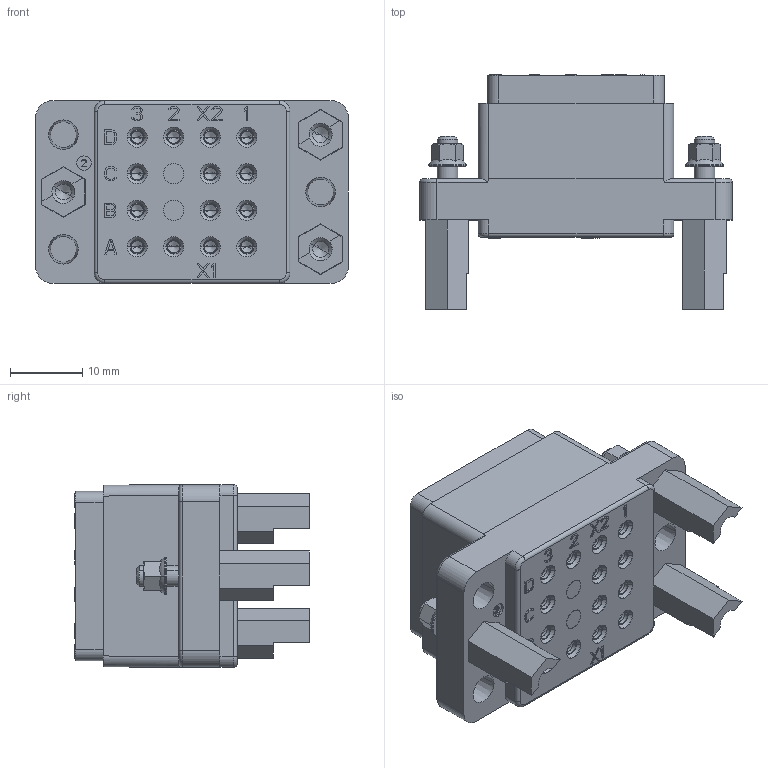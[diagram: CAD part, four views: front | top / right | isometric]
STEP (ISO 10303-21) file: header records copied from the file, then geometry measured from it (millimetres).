
FILE_DESCRIPTION((''),'2;1');
FILE_NAME('00157830102','2020-09-30T',('presta_be4'),(''),'CREO PARAMETRIC BY PTC INC, 2018360','CREO PARAMETRIC BY PTC INC, 2018360','');
FILE_SCHEMA(('CONFIG_CONTROL_DESIGN'));
Products named in the file (1): 00157830102
Bounding box: 43.4 x 32.55 x 25.4 mm (x, y, z)
Volume: 16047.5 mm3; surface area: 15903.3 mm2
Topology: 1 solids, 1 shells, 3178 faces, 8254 edges, 5179 vertices
Faces by surface type: plane 1180, cylinder 902, cone 606, torus 484, sphere 6
Entity records: 102886 total; most frequent: CARTESIAN_POINT 25227, ORIENTED_EDGE 16384, DIRECTION 16234, EDGE_CURVE 8192, AXIS2_PLACEMENT_3D 6180, VERTEX_POINT 5179, VECTOR 3874, LINE 3874
